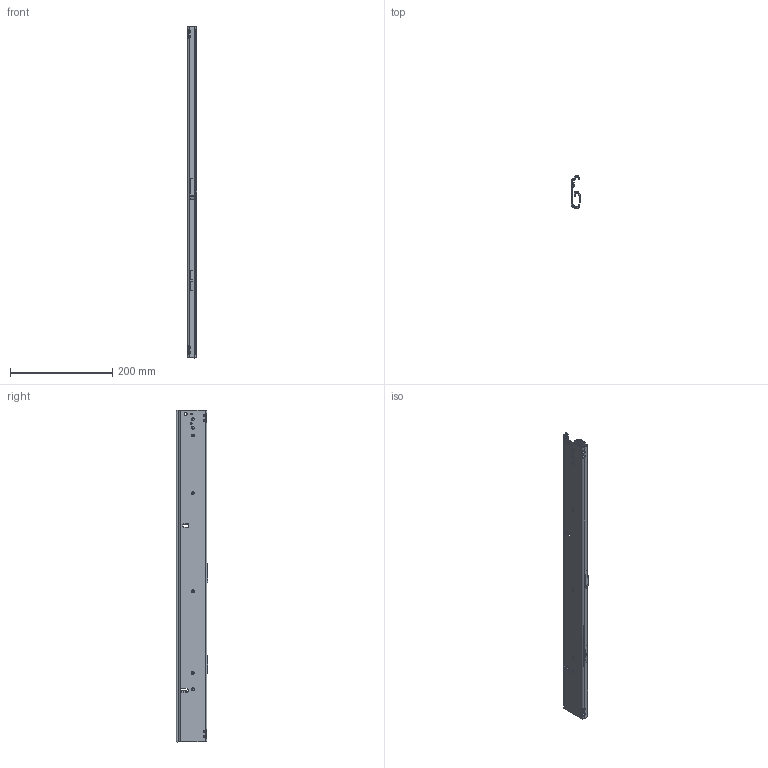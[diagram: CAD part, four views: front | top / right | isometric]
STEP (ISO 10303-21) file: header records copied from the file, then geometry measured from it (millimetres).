
FILE_DESCRIPTION (( 'STEP AP214' ), '1' );
FILE_NAME ('FR_790_SCC_OE.0650mm_26inch_closed_left.STEP', '2022-11-17T14:10:36', ( '' ), ( '' ), 'SwSTEP 2.0', 'SolidWorks 2020', '' );
FILE_SCHEMA (( 'AUTOMOTIVE_DESIGN' ));
Length unit declared in the file: millimetre
Products named in the file (5): 785.XXX-03.S045_NL 650; FR_790_SCC_OE.0650mm_26inch_closed_left; 785.XXX-01.0000_NL 650
Assembly tree (4 placements, depth 3):
  FR_790_SCC_OE.0650mm_26inch_closed_left
    785.XXX-01.0000_NL 650
      785.XXX-01.0000_NL 650
    785.XXX-03.S045_NL 650
      785.XXX-03.S045_NL 650
Bounding box: 18 x 62.5 x 650 mm (x, y, z)
Volume: 117190.8 mm3; surface area: 161751.5 mm2
Topology: 2 solids, 2 shells, 464 faces, 1167 edges, 699 vertices
Faces by surface type: cylinder 179, plane 157, bspline 89, cone 34, sphere 5
Entity records: 15497 total; most frequent: CARTESIAN_POINT 4974, ORIENTED_EDGE 2318, DIRECTION 2015, EDGE_CURVE 1159, AXIS2_PLACEMENT_3D 712, VERTEX_POINT 699, VECTOR 591, LINE 591
